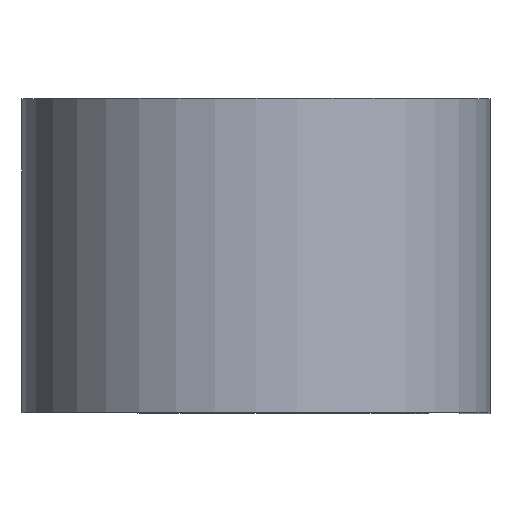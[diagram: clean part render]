
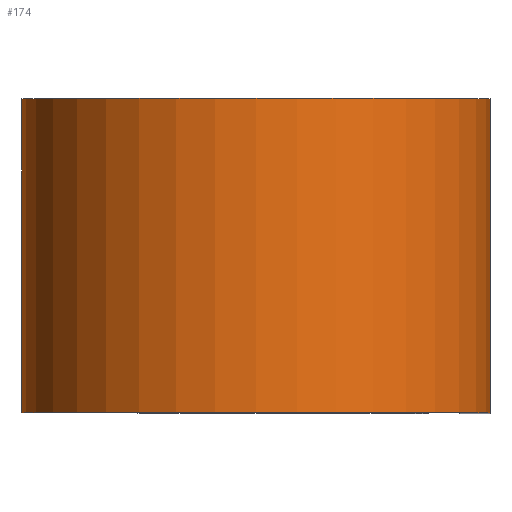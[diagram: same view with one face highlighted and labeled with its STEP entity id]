
A CAD part, top view. The second image highlights one B-rep face of the part: STEP entity #174.
In plain terms, the highlighted cylindrical face has radius 11.836 mm (diameter 23.673 mm), a partial arc.
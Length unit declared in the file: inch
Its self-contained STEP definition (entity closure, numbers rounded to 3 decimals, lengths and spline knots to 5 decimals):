
#34 = EDGE_CURVE ( 'NONE', #190, #264, #93, .T. ) ;
#50 = EDGE_CURVE ( 'NONE', #348, #264, #433, .T. ) ;
#93 = CIRCLE ( 'NONE', #507, 0.466 ) ;
#96 = CARTESIAN_POINT ( 'NONE',  ( 0.466, 0.3125, 0. ) ) ;
#113 = CARTESIAN_POINT ( 'NONE',  ( 0., 0.3125, -0.466 ) ) ;
#159 = DIRECTION ( 'NONE',  ( 1., 0., 0. ) ) ;
#162 = DIRECTION ( 'NONE',  ( 0., 1., 0. ) ) ;
#166 = CARTESIAN_POINT ( 'NONE',  ( 0., 0.3125, 0. ) ) ;
#169 = CARTESIAN_POINT ( 'NONE',  ( 0.466, -0.3125, 0. ) ) ;
#172 = ORIENTED_EDGE ( 'NONE', *, *, #50, .F. ) ;
#174 = ADVANCED_FACE ( 'NONE', ( #271 ), #258, .T. ) ;
#176 = EDGE_CURVE ( 'NONE', #226, #190, #616, .T. ) ;
#183 = AXIS2_PLACEMENT_3D ( 'NONE', #487, #456, #360 ) ;
#190 = VERTEX_POINT ( 'NONE', #278 ) ;
#194 = EDGE_CURVE ( 'NONE', #226, #348, #401, .T. ) ;
#215 = DIRECTION ( 'NONE',  ( 1., 0., 0. ) ) ;
#217 = DIRECTION ( 'NONE',  ( 0., -1., 0. ) ) ;
#221 = CARTESIAN_POINT ( 'NONE',  ( 0., 0.3125, -0.466 ) ) ;
#226 = VERTEX_POINT ( 'NONE', #113 ) ;
#240 = EDGE_LOOP ( 'NONE', ( #398, #172, #301, #519 ) ) ;
#246 = DIRECTION ( 'NONE',  ( 0., -1., 0. ) ) ;
#255 = CARTESIAN_POINT ( 'NONE',  ( 0.466, 0.3125, 0. ) ) ;
#258 = CYLINDRICAL_SURFACE ( 'NONE', #183, 0.466 ) ;
#264 = VERTEX_POINT ( 'NONE', #169 ) ;
#269 = AXIS2_PLACEMENT_3D ( 'NONE', #166, #162, #159 ) ;
#271 = FACE_OUTER_BOUND ( 'NONE', #240, .T. ) ;
#278 = CARTESIAN_POINT ( 'NONE',  ( 0., -0.3125, -0.466 ) ) ;
#301 = ORIENTED_EDGE ( 'NONE', *, *, #194, .F. ) ;
#326 = VECTOR ( 'NONE', #246, 39.37008 ) ;
#343 = DIRECTION ( 'NONE',  ( 0., 1., 0. ) ) ;
#348 = VERTEX_POINT ( 'NONE', #96 ) ;
#360 = DIRECTION ( 'NONE',  ( 0., 0., -1. ) ) ;
#375 = CARTESIAN_POINT ( 'NONE',  ( 0., -0.3125, 0. ) ) ;
#398 = ORIENTED_EDGE ( 'NONE', *, *, #34, .T. ) ;
#401 = CIRCLE ( 'NONE', #269, 0.466 ) ;
#433 = LINE ( 'NONE', #255, #326 ) ;
#456 = DIRECTION ( 'NONE',  ( 0., -1., 0. ) ) ;
#484 = VECTOR ( 'NONE', #217, 39.37008 ) ;
#487 = CARTESIAN_POINT ( 'NONE',  ( 0., 0.3125, 0. ) ) ;
#507 = AXIS2_PLACEMENT_3D ( 'NONE', #375, #343, #215 ) ;
#519 = ORIENTED_EDGE ( 'NONE', *, *, #176, .T. ) ;
#616 = LINE ( 'NONE', #221, #484 ) ;
